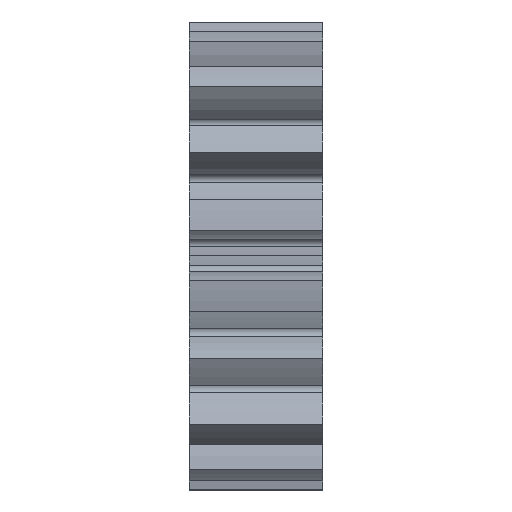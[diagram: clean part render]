
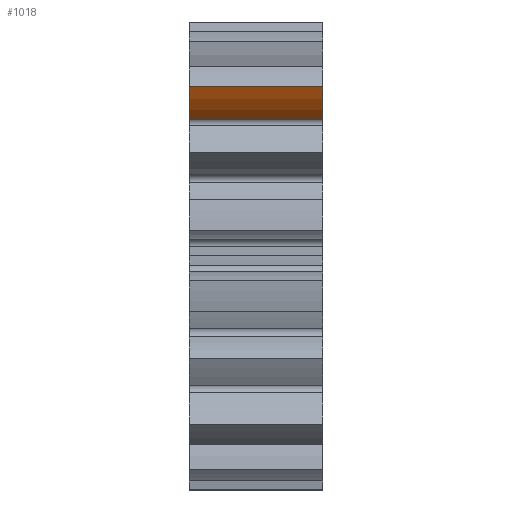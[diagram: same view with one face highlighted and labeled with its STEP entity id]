
A CAD part, top view. The second image highlights one B-rep face of the part: STEP entity #1018.
In plain terms, the highlighted cylindrical face has radius 4.956 mm (diameter 9.912 mm), a partial arc.
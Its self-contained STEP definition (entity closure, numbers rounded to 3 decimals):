
#167 = VECTOR ( 'NONE', #3547, 1000. ) ;
#185 = DIRECTION ( 'NONE',  ( 0., 0., -1. ) ) ;
#245 = DIRECTION ( 'NONE',  ( -1., 0., 0. ) ) ;
#247 = CARTESIAN_POINT ( 'NONE',  ( 0.937, 6.14, 6.191 ) ) ;
#254 = CARTESIAN_POINT ( 'NONE',  ( -5.063, 7.607, 7.297 ) ) ;
#321 = EDGE_CURVE ( 'NONE', #3145, #3189, #804, .T. ) ;
#416 = EDGE_CURVE ( 'NONE', #3189, #3842, #1582, .T. ) ;
#624 = CARTESIAN_POINT ( 'NONE',  ( 0.937, 6.14, 6.191 ) ) ;
#711 = VERTEX_POINT ( 'NONE', #2747 ) ;
#749 = EDGE_CURVE ( 'NONE', #711, #3842, #4076, .T. ) ;
#804 = CIRCLE ( 'NONE', #2768, 4.956 ) ;
#832 = ORIENTED_EDGE ( 'NONE', *, *, #749, .F. ) ;
#920 = EDGE_CURVE ( 'NONE', #3145, #711, #3698, .T. ) ;
#1018 = ADVANCED_FACE ( 'NONE', ( #1686 ), #2981, .T. ) ;
#1124 = DIRECTION ( 'NONE',  ( 0., 0., -1. ) ) ;
#1199 = CARTESIAN_POINT ( 'NONE',  ( -5.063, 9.807, 2.857 ) ) ;
#1241 = CARTESIAN_POINT ( 'NONE',  ( 0.937, 7.607, 7.297 ) ) ;
#1352 = CARTESIAN_POINT ( 'NONE',  ( 0.937, 9.807, 2.857 ) ) ;
#1431 = CARTESIAN_POINT ( 'NONE',  ( 0.937, 9.807, 2.857 ) ) ;
#1495 = ORIENTED_EDGE ( 'NONE', *, *, #416, .T. ) ;
#1582 = LINE ( 'NONE', #3613, #167 ) ;
#1686 = FACE_OUTER_BOUND ( 'NONE', #3767, .T. ) ;
#1822 = DIRECTION ( 'NONE',  ( -1., 0., 0. ) ) ;
#1956 = AXIS2_PLACEMENT_3D ( 'NONE', #1199, #245, #185 ) ;
#2094 = AXIS2_PLACEMENT_3D ( 'NONE', #1352, #4319, #3719 ) ;
#2747 = CARTESIAN_POINT ( 'NONE',  ( -5.063, 6.14, 6.191 ) ) ;
#2768 = AXIS2_PLACEMENT_3D ( 'NONE', #1431, #1822, #1124 ) ;
#2981 = CYLINDRICAL_SURFACE ( 'NONE', #2094, 4.956 ) ;
#3107 = ORIENTED_EDGE ( 'NONE', *, *, #920, .F. ) ;
#3145 = VERTEX_POINT ( 'NONE', #247 ) ;
#3189 = VERTEX_POINT ( 'NONE', #1241 ) ;
#3312 = DIRECTION ( 'NONE',  ( -1., 0., 0. ) ) ;
#3547 = DIRECTION ( 'NONE',  ( -1., 0., 0. ) ) ;
#3613 = CARTESIAN_POINT ( 'NONE',  ( 0.937, 7.607, 7.297 ) ) ;
#3654 = ORIENTED_EDGE ( 'NONE', *, *, #321, .T. ) ;
#3698 = LINE ( 'NONE', #624, #4089 ) ;
#3719 = DIRECTION ( 'NONE',  ( 0., 0., 1. ) ) ;
#3767 = EDGE_LOOP ( 'NONE', ( #832, #3107, #3654, #1495 ) ) ;
#3842 = VERTEX_POINT ( 'NONE', #254 ) ;
#4076 = CIRCLE ( 'NONE', #1956, 4.956 ) ;
#4089 = VECTOR ( 'NONE', #3312, 1000. ) ;
#4319 = DIRECTION ( 'NONE',  ( -1., 0., 0. ) ) ;
